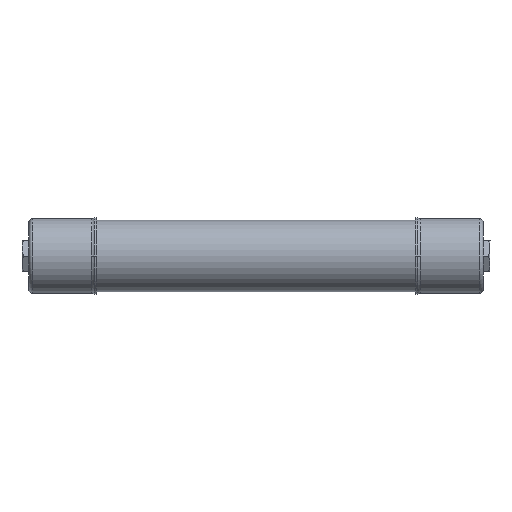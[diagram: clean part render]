
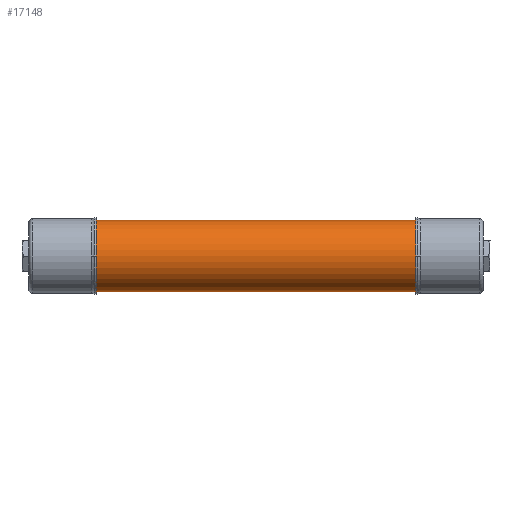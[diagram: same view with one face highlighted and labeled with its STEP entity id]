
A CAD part, front view. The second image highlights one B-rep face of the part: STEP entity #17148.
In plain terms, the highlighted cylindrical face has radius 36.513 mm (diameter 73.025 mm), a partial arc.
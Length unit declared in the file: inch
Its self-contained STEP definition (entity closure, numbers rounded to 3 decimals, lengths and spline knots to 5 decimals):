
#453 = ORIENTED_EDGE ( 'NONE', *, *, #7812, .T. ) ;
#699 = CARTESIAN_POINT ( 'NONE',  ( 9.0405, -3.312, 0. ) ) ;
#886 = VECTOR ( 'NONE', #18920, 39.37008 ) ;
#1936 = VERTEX_POINT ( 'NONE', #17385 ) ;
#2773 = DIRECTION ( 'NONE',  ( 1., 0., 0. ) ) ;
#3529 = DIRECTION ( 'NONE',  ( 1., 0., 0. ) ) ;
#4007 = DIRECTION ( 'NONE',  ( -1., 0., 0. ) ) ;
#4522 = CARTESIAN_POINT ( 'NONE',  ( -9.0405, -3.312, 1.4375 ) ) ;
#4735 = LINE ( 'NONE', #6786, #886 ) ;
#6023 = AXIS2_PLACEMENT_3D ( 'NONE', #10216, #2773, #20511 ) ;
#6115 = CARTESIAN_POINT ( 'NONE',  ( 9.0405, -3.312, 1.4375 ) ) ;
#6413 = ORIENTED_EDGE ( 'NONE', *, *, #15624, .T. ) ;
#6786 = CARTESIAN_POINT ( 'NONE',  ( 9.0405, -3.312, -1.4375 ) ) ;
#7674 = DIRECTION ( 'NONE',  ( 0., 0., 1. ) ) ;
#7812 = EDGE_CURVE ( 'NONE', #12816, #13222, #20128, .T. ) ;
#9417 = FACE_OUTER_BOUND ( 'NONE', #11855, .T. ) ;
#10216 = CARTESIAN_POINT ( 'NONE',  ( 9.0405, -3.312, 0. ) ) ;
#11243 = AXIS2_PLACEMENT_3D ( 'NONE', #21048, #3529, #19414 ) ;
#11331 = ORIENTED_EDGE ( 'NONE', *, *, #22433, .F. ) ;
#11855 = EDGE_LOOP ( 'NONE', ( #18990, #11331, #6413, #453 ) ) ;
#12816 = VERTEX_POINT ( 'NONE', #4522 ) ;
#13222 = VERTEX_POINT ( 'NONE', #14333 ) ;
#13367 = AXIS2_PLACEMENT_3D ( 'NONE', #699, #4007, #7674 ) ;
#14333 = CARTESIAN_POINT ( 'NONE',  ( -9.0405, -3.312, -1.4375 ) ) ;
#15235 = DIRECTION ( 'NONE',  ( -1., 0., 0. ) ) ;
#15624 = EDGE_CURVE ( 'NONE', #18339, #12816, #20813, .T. ) ;
#17148 = ADVANCED_FACE ( 'NONE', ( #9417 ), #19560, .T. ) ;
#17385 = CARTESIAN_POINT ( 'NONE',  ( 9.0405, -3.312, -1.4375 ) ) ;
#17808 = CIRCLE ( 'NONE', #6023, 1.4375 ) ;
#18106 = VECTOR ( 'NONE', #15235, 39.37008 ) ;
#18339 = VERTEX_POINT ( 'NONE', #6115 ) ;
#18920 = DIRECTION ( 'NONE',  ( -1., 0., 0. ) ) ;
#18990 = ORIENTED_EDGE ( 'NONE', *, *, #19757, .F. ) ;
#19414 = DIRECTION ( 'NONE',  ( 0., 0., -1. ) ) ;
#19560 = CYLINDRICAL_SURFACE ( 'NONE', #13367, 1.4375 ) ;
#19757 = EDGE_CURVE ( 'NONE', #1936, #13222, #4735, .T. ) ;
#20128 = CIRCLE ( 'NONE', #11243, 1.4375 ) ;
#20511 = DIRECTION ( 'NONE',  ( 0., 0., -1. ) ) ;
#20572 = CARTESIAN_POINT ( 'NONE',  ( 9.0405, -3.312, 1.4375 ) ) ;
#20813 = LINE ( 'NONE', #20572, #18106 ) ;
#21048 = CARTESIAN_POINT ( 'NONE',  ( -9.0405, -3.312, 0. ) ) ;
#22433 = EDGE_CURVE ( 'NONE', #18339, #1936, #17808, .T. ) ;
